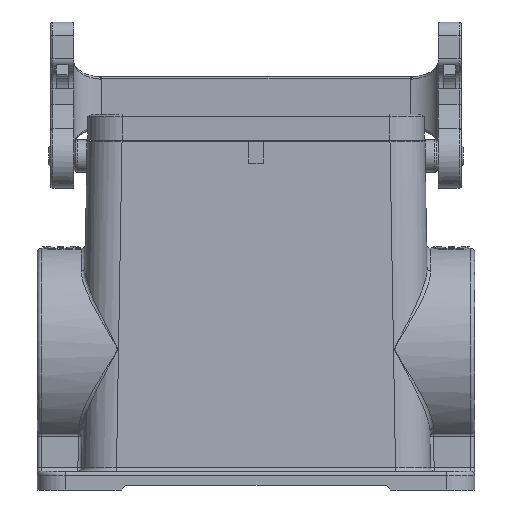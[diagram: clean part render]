
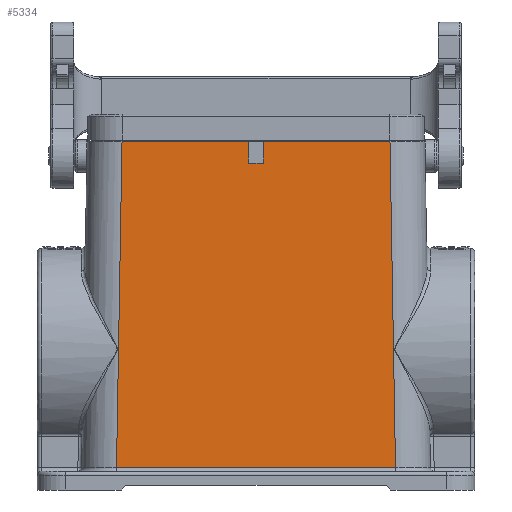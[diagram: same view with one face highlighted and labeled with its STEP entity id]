
A CAD part, front view. The second image highlights one B-rep face of the part: STEP entity #5334.
In plain terms, the highlighted planar face has unit normal (0, -1, 0.011).
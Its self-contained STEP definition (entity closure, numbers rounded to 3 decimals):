
#5334=ADVANCED_FACE('',(#6561),#6004,.T.);
#6004=PLANE('',#22546);
#6561=FACE_OUTER_BOUND('',#7402,.T.);
#7402=EDGE_LOOP('',(#10441,#10442,#10443,#10444,#10445,#10446,#10447,#10448));
#10441=ORIENTED_EDGE('',*,*,#14624,.T.);
#10442=ORIENTED_EDGE('',*,*,#14675,.T.);
#10443=ORIENTED_EDGE('',*,*,#14617,.T.);
#10444=ORIENTED_EDGE('',*,*,#14564,.T.);
#10445=ORIENTED_EDGE('',*,*,#14676,.F.);
#10446=ORIENTED_EDGE('',*,*,#14677,.T.);
#10447=ORIENTED_EDGE('',*,*,#14678,.F.);
#10448=ORIENTED_EDGE('',*,*,#14570,.T.);
#12799=VERTEX_POINT('',#35145);
#12801=VERTEX_POINT('',#35149);
#12802=VERTEX_POINT('',#35151);
#12805=VERTEX_POINT('',#35159);
#12852=VERTEX_POINT('',#35261);
#12854=VERTEX_POINT('',#35329);
#12895=VERTEX_POINT('',#35489);
#12896=VERTEX_POINT('',#35491);
#14564=EDGE_CURVE('',#12802,#12801,#18276,.T.);
#14570=EDGE_CURVE('',#12799,#12805,#18278,.T.);
#14617=EDGE_CURVE('',#12852,#12802,#18307,.T.);
#14624=EDGE_CURVE('',#12805,#12854,#18309,.T.);
#14675=EDGE_CURVE('',#12854,#12852,#18341,.T.);
#14676=EDGE_CURVE('',#12895,#12801,#18342,.T.);
#14677=EDGE_CURVE('',#12895,#12896,#18343,.T.);
#14678=EDGE_CURVE('',#12799,#12896,#18344,.T.);
#18276=LINE('',#35150,#19566);
#18278=LINE('',#35160,#19568);
#18307=LINE('',#35260,#19597);
#18309=LINE('',#35330,#19599);
#18341=LINE('',#35487,#19631);
#18342=LINE('',#35488,#19632);
#18343=LINE('',#35490,#19633);
#18344=LINE('',#35492,#19634);
#19566=VECTOR('',#25687,1.);
#19568=VECTOR('',#25697,1.);
#19597=VECTOR('',#25776,1.);
#19599=VECTOR('',#25788,1.);
#19631=VECTOR('',#25870,1.);
#19632=VECTOR('',#25871,1.);
#19633=VECTOR('',#25872,1.);
#19634=VECTOR('',#25873,1.);
#22546=AXIS2_PLACEMENT_3D('',#35493,#25874,#25875);
#25687=DIRECTION('',(-1.,0.,0.));
#25697=DIRECTION('',(-1.,0.,0.));
#25776=DIRECTION('',(-0.017,0.011,1.));
#25788=DIRECTION('',(-0.017,-0.011,-1.));
#25870=DIRECTION('',(1.,0.,0.));
#25871=DIRECTION('',(0.,0.011,1.));
#25872=DIRECTION('',(-1.,0.,0.));
#25873=DIRECTION('',(0.,-0.011,-1.));
#25874=DIRECTION('',(0.,-1.,0.011));
#25875=DIRECTION('',(0.,-0.011,-1.));
#35145=CARTESIAN_POINT('',(-1.6,-21.5,5.7));
#35149=CARTESIAN_POINT('',(1.6,-21.5,5.7));
#35150=CARTESIAN_POINT('',(57.,-21.5,5.7));
#35151=CARTESIAN_POINT('',(28.8,-21.5,5.7));
#35159=CARTESIAN_POINT('',(-28.8,-21.5,5.7));
#35160=CARTESIAN_POINT('',(57.,-21.5,5.7));
#35260=CARTESIAN_POINT('',(30.008,-22.305,-65.706));
#35261=CARTESIAN_POINT('',(29.987,-22.291,-64.459));
#35329=CARTESIAN_POINT('',(-29.987,-22.291,-64.459));
#35330=CARTESIAN_POINT('',(-29.975,-22.283,-63.779));
#35487=CARTESIAN_POINT('',(30.,-22.291,-64.459));
#35488=CARTESIAN_POINT('',(1.6,-22.3,-65.25));
#35489=CARTESIAN_POINT('',(1.6,-21.553,1.));
#35490=CARTESIAN_POINT('',(57.,-21.553,1.));
#35491=CARTESIAN_POINT('',(-1.6,-21.553,1.));
#35492=CARTESIAN_POINT('',(-1.6,-22.3,-65.25));
#35493=CARTESIAN_POINT('',(57.,-22.3,-65.25));
